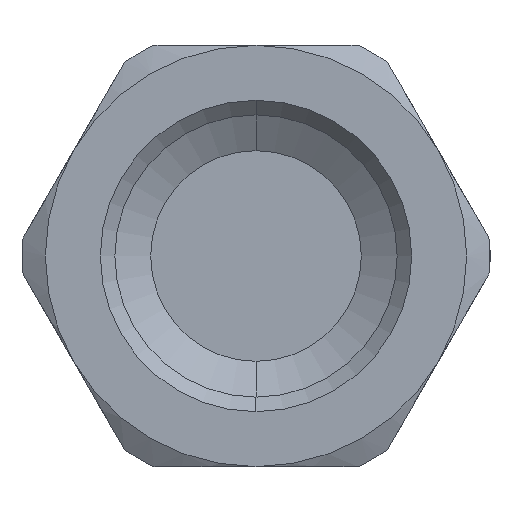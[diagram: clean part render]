
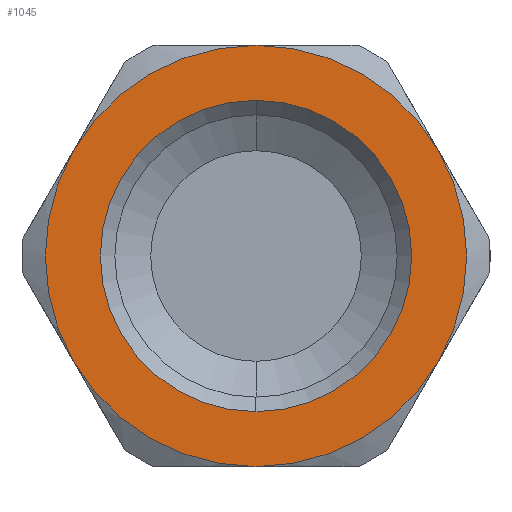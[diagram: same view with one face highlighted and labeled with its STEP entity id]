
A CAD part, left-side view. The second image highlights one B-rep face of the part: STEP entity #1045.
In plain terms, the highlighted planar face has unit normal (-1, 0, 0).
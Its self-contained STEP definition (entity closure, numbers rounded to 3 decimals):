
#60 = VERTEX_POINT ( 'NONE', #152 ) ;
#61 = VERTEX_POINT ( 'NONE', #153 ) ;
#79 = VERTEX_POINT ( 'NONE', #171 ) ;
#81 = VERTEX_POINT ( 'NONE', #173 ) ;
#83 = VERTEX_POINT ( 'NONE', #175 ) ;
#86 = VERTEX_POINT ( 'NONE', #178 ) ;
#89 = VERTEX_POINT ( 'NONE', #181 ) ;
#92 = VERTEX_POINT ( 'NONE', #184 ) ;
#152 = CARTESIAN_POINT ( 'NONE',  ( 0., 0., -13.3 ) ) ;
#153 = CARTESIAN_POINT ( 'NONE',  ( 0., 0., 13.3 ) ) ;
#171 = CARTESIAN_POINT ( 'NONE',  ( 0., 15.588, 9. ) ) ;
#173 = CARTESIAN_POINT ( 'NONE',  ( 0., 15.588, -9. ) ) ;
#175 = CARTESIAN_POINT ( 'NONE',  ( 0., 0., 18. ) ) ;
#178 = CARTESIAN_POINT ( 'NONE',  ( 0., -15.588, 9. ) ) ;
#181 = CARTESIAN_POINT ( 'NONE',  ( 0., -15.588, -9. ) ) ;
#184 = CARTESIAN_POINT ( 'NONE',  ( 0., 0., -18. ) ) ;
#542 = CARTESIAN_POINT ( 'NONE',  ( 0., 0., 0. ) ) ;
#543 = DIRECTION ( 'NONE',  ( -1., 0., 0. ) ) ;
#544 = DIRECTION ( 'NONE',  ( 0., 0., 1. ) ) ;
#564 = CARTESIAN_POINT ( 'NONE',  ( 0., 0., 0. ) ) ;
#565 = DIRECTION ( 'NONE',  ( -1., 0., 0. ) ) ;
#566 = DIRECTION ( 'NONE',  ( 0., 0., 1. ) ) ;
#583 = CARTESIAN_POINT ( 'NONE',  ( 0., 0., 0. ) ) ;
#584 = DIRECTION ( 'NONE',  ( -1., 0., 0. ) ) ;
#585 = DIRECTION ( 'NONE',  ( 0., 0., 1. ) ) ;
#602 = CARTESIAN_POINT ( 'NONE',  ( 0., 0., 0. ) ) ;
#603 = DIRECTION ( 'NONE',  ( -1., 0., 0. ) ) ;
#604 = DIRECTION ( 'NONE',  ( 0., 0., 1. ) ) ;
#821 = AXIS2_PLACEMENT_3D ( 'NONE', #3340, #3341, #3342 ) ;
#1045 = ADVANCED_FACE ( 'NONE', ( #4517, #4518 ), #3339, .F. ) ;
#1239 = CARTESIAN_POINT ( 'NONE',  ( 0., 0., 0. ) ) ;
#1240 = DIRECTION ( 'NONE',  ( -1., 0., 0. ) ) ;
#1241 = DIRECTION ( 'NONE',  ( 0., 0., 1. ) ) ;
#1445 = CARTESIAN_POINT ( 'NONE',  ( 0., 0., 0. ) ) ;
#1446 = DIRECTION ( 'NONE',  ( -1., 0., 0. ) ) ;
#1447 = DIRECTION ( 'NONE',  ( 0., 0., 1. ) ) ;
#1652 = EDGE_LOOP ( 'NONE', ( #4164, #4957 ) ) ;
#1653 = EDGE_LOOP ( 'NONE', ( #4963, #4142, #4161, #4956, #4955, #4953 ) ) ;
#2128 = CIRCLE ( 'NONE', #4651, 18. ) ;
#2223 = CIRCLE ( 'NONE', #5293, 13.3 ) ;
#2397 = EDGE_CURVE ( 'NONE', #81, #92, #2128, .T. ) ;
#2431 = EDGE_CURVE ( 'NONE', #79, #81, #2731, .T. ) ;
#2731 = CIRCLE ( 'NONE', #4459, 18. ) ;
#2930 = EDGE_CURVE ( 'NONE', #60, #61, #3936, .T. ) ;
#3339 = PLANE ( 'NONE',  #821 ) ;
#3340 = CARTESIAN_POINT ( 'NONE',  ( 0., 10., 0. ) ) ;
#3341 = DIRECTION ( 'NONE',  ( 1., 0., 0. ) ) ;
#3342 = DIRECTION ( 'NONE',  ( 0., 0., -1. ) ) ;
#3538 = EDGE_CURVE ( 'NONE', #83, #79, #3997, .T. ) ;
#3542 = EDGE_CURVE ( 'NONE', #86, #83, #3999, .T. ) ;
#3546 = EDGE_CURVE ( 'NONE', #89, #86, #4001, .T. ) ;
#3550 = EDGE_CURVE ( 'NONE', #92, #89, #4003, .T. ) ;
#3936 = CIRCLE ( 'NONE', #5249, 13.3 ) ;
#3997 = CIRCLE ( 'NONE', #5267, 18. ) ;
#3999 = CIRCLE ( 'NONE', #5269, 18. ) ;
#4001 = CIRCLE ( 'NONE', #5271, 18. ) ;
#4003 = CIRCLE ( 'NONE', #5273, 18. ) ;
#4142 = ORIENTED_EDGE ( 'NONE', *, *, #2431, .T. ) ;
#4161 = ORIENTED_EDGE ( 'NONE', *, *, #2397, .T. ) ;
#4164 = ORIENTED_EDGE ( 'NONE', *, *, #4545, .F. ) ;
#4459 = AXIS2_PLACEMENT_3D ( 'NONE', #5116, #5117, #5118 ) ;
#4517 = FACE_BOUND ( 'NONE', #1652, .T. ) ;
#4518 = FACE_OUTER_BOUND ( 'NONE', #1653, .T. ) ;
#4545 = EDGE_CURVE ( 'NONE', #61, #60, #2223, .T. ) ;
#4651 = AXIS2_PLACEMENT_3D ( 'NONE', #4918, #4919, #4920 ) ;
#4918 = CARTESIAN_POINT ( 'NONE',  ( 0., 0., 0. ) ) ;
#4919 = DIRECTION ( 'NONE',  ( -1., 0., 0. ) ) ;
#4920 = DIRECTION ( 'NONE',  ( 0., 0., 1. ) ) ;
#4953 = ORIENTED_EDGE ( 'NONE', *, *, #3542, .T. ) ;
#4955 = ORIENTED_EDGE ( 'NONE', *, *, #3546, .T. ) ;
#4956 = ORIENTED_EDGE ( 'NONE', *, *, #3550, .T. ) ;
#4957 = ORIENTED_EDGE ( 'NONE', *, *, #2930, .F. ) ;
#4963 = ORIENTED_EDGE ( 'NONE', *, *, #3538, .T. ) ;
#5116 = CARTESIAN_POINT ( 'NONE',  ( 0., 0., 0. ) ) ;
#5117 = DIRECTION ( 'NONE',  ( -1., 0., 0. ) ) ;
#5118 = DIRECTION ( 'NONE',  ( 0., 0., 1. ) ) ;
#5249 = AXIS2_PLACEMENT_3D ( 'NONE', #1239, #1240, #1241 ) ;
#5267 = AXIS2_PLACEMENT_3D ( 'NONE', #542, #543, #544 ) ;
#5269 = AXIS2_PLACEMENT_3D ( 'NONE', #564, #565, #566 ) ;
#5271 = AXIS2_PLACEMENT_3D ( 'NONE', #583, #584, #585 ) ;
#5273 = AXIS2_PLACEMENT_3D ( 'NONE', #602, #603, #604 ) ;
#5293 = AXIS2_PLACEMENT_3D ( 'NONE', #1445, #1446, #1447 ) ;
